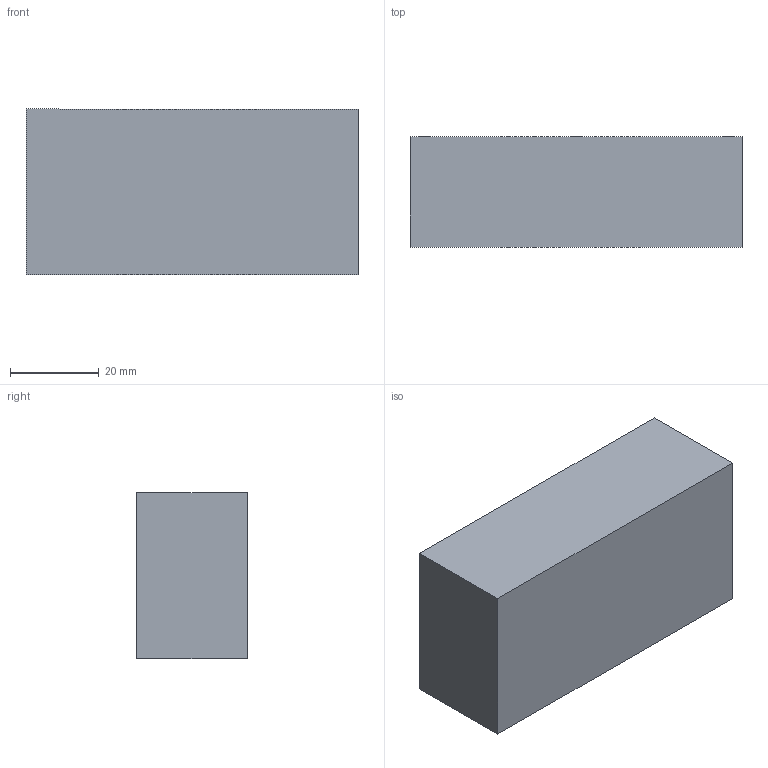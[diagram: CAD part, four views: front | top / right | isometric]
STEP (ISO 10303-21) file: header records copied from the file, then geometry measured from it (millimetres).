
FILE_DESCRIPTION(/* description */ (''),/* implementation_level */ '2;1');
FILE_NAME(/* name */ 'heatsink-CNC.stp',/* time_stamp */ '2025-05-17T20:18:44-07:00',/* author */ ('user'),/* organization */ (''),/* preprocessor_version */ 'ST-DEVELOPER v20',/* originating_system */ 'Autodesk Inventor 2025',/* authorisation */ '');
FILE_SCHEMA (('AUTOMOTIVE_DESIGN { 1 0 10303 214 3 1 1 }'));
Length unit declared in the file: millimetre
Products named in the file (1): heatsink-CNC
Bounding box: 75 x 25 x 37.5 mm (x, y, z)
Volume: 70116.2 mm3; surface area: 11564.2 mm2
Topology: 1 solids, 1 shells, 16 faces, 36 edges, 32 vertices
Faces by surface type: plane 11, cylinder 5
Full cylindrical faces by diameter (mm): 2.5 x5
Entity records: 488 total; most frequent: DIRECTION 81, CARTESIAN_POINT 76, ORIENTED_EDGE 54, AXIS2_PLACEMENT_3D 32, EDGE_CURVE 27, EDGE_LOOP 21, VERTEX_POINT 18, LINE 17
